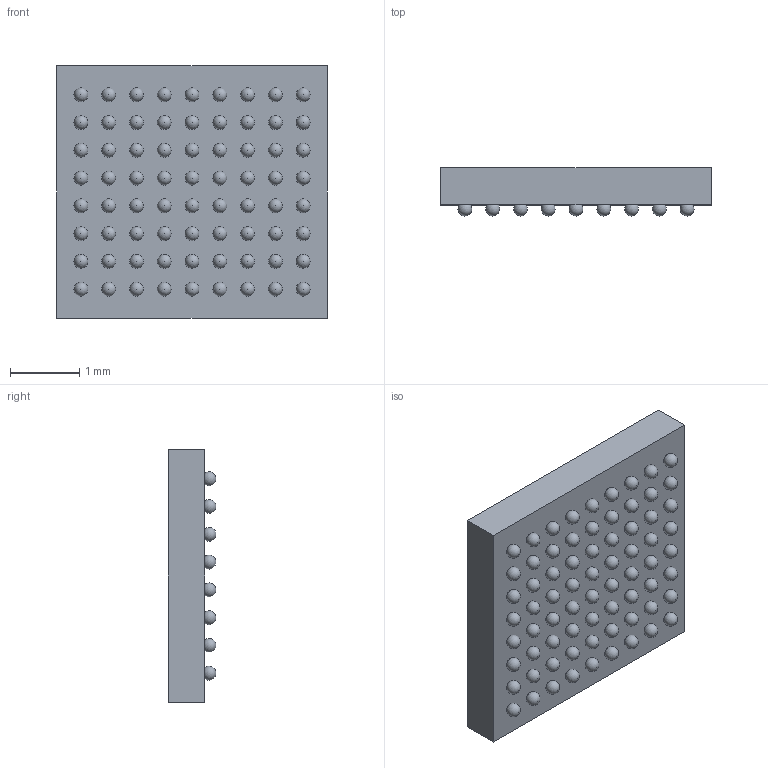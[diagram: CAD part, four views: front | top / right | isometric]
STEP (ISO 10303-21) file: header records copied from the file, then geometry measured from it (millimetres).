
FILE_DESCRIPTION(('FreeCAD Model'),'2;1');
FILE_NAME('Open CASCADE Shape Model','2025-09-13T01:18:02',(''),(''), 'Open CASCADE STEP processor 7.8','FreeCAD','Unknown');
FILE_SCHEMA(('AUTOMOTIVE_DESIGN { 1 0 10303 214 1 1 1 1 }'));
Length unit declared in the file: millimetre
Products named in the file (75): BGA_Test; Body_Solid1; Body002_Solid1; BALL_0001; BALL_0002; BALL_0003; BALL_0004; BALL_0005; BALL_0006; BALL_0007; BALL_0008; BALL_0009; BALL_0010; BALL_0011; BALL_0012; BALL_0013; BALL_0014; BALL_0015; BALL_0016; BALL_0017; BALL_0018; BALL_0019; BALL_0020; BALL_0021; BALL_0022; BALL_0023; BALL_0024; BALL_0025; BALL_0026; BALL_0027; BALL_0028; BALL_0029; BALL_0030; BALL_0031; BALL_0032; BALL_0033; BALL_0034; BALL_0035; BALL_0036; BALL_0037 ...
Assembly tree (74 placements, depth 2):
  BGA_Test
    Body_Solid1
    Body002_Solid1
    BALL_0001
    BALL_0002
    BALL_0003
    BALL_0004
    BALL_0005
    BALL_0006
    BALL_0007
    BALL_0008
    BALL_0009
    BALL_0010
    BALL_0011
    BALL_0012
    BALL_0013
    BALL_0014
    BALL_0015
    BALL_0016
    BALL_0017
    BALL_0018
    BALL_0019
    BALL_0020
    BALL_0021
    BALL_0022
    BALL_0023
    BALL_0024
    BALL_0025
    BALL_0026
    BALL_0027
    BALL_0028
    BALL_0029
    BALL_0030
    BALL_0031
    BALL_0032
    BALL_0033
    BALL_0034
    BALL_0035
    BALL_0036
    BALL_0037
    BALL_0038
    BALL_0039
    BALL_0040
    BALL_0041
    BALL_0042
    BALL_0043
    BALL_0044
    BALL_0045
    BALL_0046
    BALL_0047
    BALL_0048
    BALL_0049
    BALL_0050
    BALL_0051
    BALL_0052
    BALL_0053
    BALL_0054
    BALL_0055
    BALL_0056
    BALL_0057
Bounding box: 3.9 x 0.69 x 3.64 mm (x, y, z)
Volume: 7.8 mm3; surface area: 45.6 mm2
Topology: 74 solids, 74 shells, 155 faces, 234 edges, 156 vertices
Faces by surface type: plane 81, sphere 72, cylinder 2
Full cylindrical faces by diameter (mm): 0.459 x2
Entity records: 5076 total; most frequent: DIRECTION 770, CARTESIAN_POINT 548, AXIS2_PLACEMENT_3D 378, ORIENTED_EDGE 324, EDGE_CURVE 162, FACE_BOUND 156, EDGE_LOOP 156, VERTEX_POINT 156
